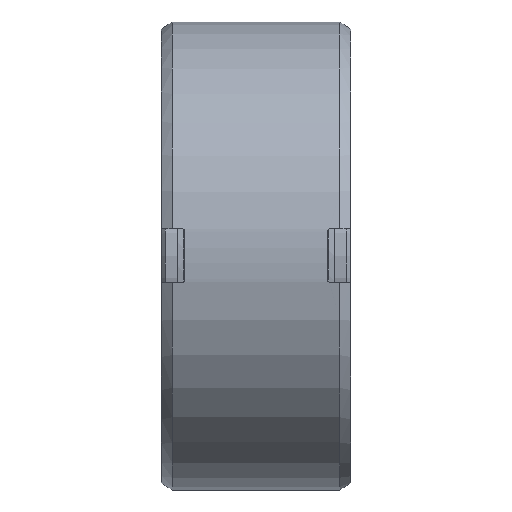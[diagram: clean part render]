
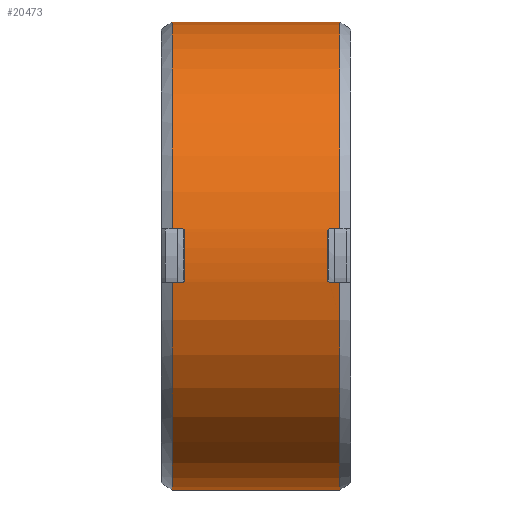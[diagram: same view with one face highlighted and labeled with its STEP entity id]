
A CAD part, top view. The second image highlights one B-rep face of the part: STEP entity #20473.
In plain terms, the highlighted cylindrical face has radius 26 mm (diameter 52 mm), a partial arc.
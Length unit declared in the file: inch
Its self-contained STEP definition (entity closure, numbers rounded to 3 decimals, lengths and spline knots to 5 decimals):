
#19013=CARTESIAN_POINT('',(0.31102,0.,0.));
#19014=DIRECTION('',(1.,0.,0.));
#19015=DIRECTION('',(0.,0.1,0.995));
#19016=AXIS2_PLACEMENT_3D('',#19013,#19014,#19015);
#19043=CARTESIAN_POINT('',(0.31102,0.10236,
1.01849));
#19044=CARTESIAN_POINT('',(0.31102,0.10454,
1.01827));
#19045=CARTESIAN_POINT('',(0.31186,0.10853,
1.01786));
#19046=CARTESIAN_POINT('',(0.31535,0.11381,
1.01728));
#19047=CARTESIAN_POINT('',(0.32064,0.11729,
1.01688));
#19048=CARTESIAN_POINT('',(0.32461,0.11811,
1.01679));
#19049=CARTESIAN_POINT('',(0.32677,0.11811,
1.01679));
#19051=CARTESIAN_POINT('',(0.32677,-0.11811,
1.01679));
#19052=CARTESIAN_POINT('',(0.32461,-0.11811,
1.01679));
#19053=CARTESIAN_POINT('',(0.32063,-0.11728,
1.01688));
#19054=CARTESIAN_POINT('',(0.31535,-0.11381,
1.01728));
#19055=CARTESIAN_POINT('',(0.31186,-0.10853,
1.01786));
#19056=CARTESIAN_POINT('',(0.31102,-0.10454,
1.01827));
#19057=CARTESIAN_POINT('',(0.31102,-0.10236,
1.01849));
#19059=DIRECTION('',(-1.,0.,0.));
#19060=VECTOR('',#19059,0.03937);
#19061=CARTESIAN_POINT('',(0.36614,-0.11811,
1.01679));
#19062=LINE('',#19061,#19060);
#19063=DIRECTION('',(-1.,0.,0.));
#19064=VECTOR('',#19063,0.03937);
#19065=CARTESIAN_POINT('',(-0.32677,-0.11811,
1.01679));
#19066=LINE('',#19065,#19064);
#19067=DIRECTION('',(1.,0.,0.));
#19068=VECTOR('',#19067,0.03937);
#19069=CARTESIAN_POINT('',(-0.36614,0.11811,
1.01679));
#19070=LINE('',#19069,#19068);
#19071=DIRECTION('',(1.,0.,0.));
#19072=VECTOR('',#19071,0.03937);
#19073=CARTESIAN_POINT('',(0.32677,0.11811,
1.01679));
#19074=LINE('',#19073,#19072);
#19094=CARTESIAN_POINT('',(0.36614,0.,0.));
#19095=DIRECTION('',(1.,0.,0.));
#19096=DIRECTION('',(0.,-0.115,0.993));
#19097=AXIS2_PLACEMENT_3D('',#19094,#19095,#19096);
#19209=DIRECTION('',(-1.,0.,0.));
#19210=VECTOR('',#19209,0.73228);
#19211=CARTESIAN_POINT('',(0.36614,-1.02362,0.));
#19212=LINE('',#19211,#19210);
#19237=DIRECTION('',(1.,0.,0.));
#19238=VECTOR('',#19237,0.73228);
#19239=CARTESIAN_POINT('',(-0.36614,1.02362,
0.));
#19240=LINE('',#19239,#19238);
#19286=CARTESIAN_POINT('',(-0.32677,-0.11811,
1.01679));
#19287=CARTESIAN_POINT('',(-0.32471,-0.11811,
1.01679));
#19288=CARTESIAN_POINT('',(-0.3206,-0.11729,
1.01688));
#19289=CARTESIAN_POINT('',(-0.31536,-0.1138,
1.01728));
#19290=CARTESIAN_POINT('',(-0.31185,-0.10857,
1.01785));
#19291=CARTESIAN_POINT('',(-0.31102,-0.10444,
1.01828));
#19292=CARTESIAN_POINT('',(-0.31102,-0.10236,
1.01849));
#19309=CARTESIAN_POINT('',(-0.31102,0.,0.));
#19310=DIRECTION('',(-1.,0.,0.));
#19311=DIRECTION('',(0.,-0.1,0.995));
#19312=AXIS2_PLACEMENT_3D('',#19309,#19310,#19311);
#19332=CARTESIAN_POINT('',(-0.31102,0.10236,
1.01849));
#19333=CARTESIAN_POINT('',(-0.31102,0.10444,
1.01828));
#19334=CARTESIAN_POINT('',(-0.31186,0.10858,
1.01785));
#19335=CARTESIAN_POINT('',(-0.31537,0.1138,
1.01728));
#19336=CARTESIAN_POINT('',(-0.3206,0.11729,
1.01688));
#19337=CARTESIAN_POINT('',(-0.32471,0.11811,
1.01679));
#19338=CARTESIAN_POINT('',(-0.32677,0.11811,
1.01679));
#19405=CARTESIAN_POINT('',(-0.36614,0.,0.));
#19406=DIRECTION('',(-1.,0.,0.));
#19407=DIRECTION('',(0.,0.115,0.993));
#19408=AXIS2_PLACEMENT_3D('',#19405,#19406,#19407);
#19421=CARTESIAN_POINT('',(-0.36614,0.,0.));
#19422=DIRECTION('',(-1.,0.,0.));
#19423=DIRECTION('',(0.,-1.,0.));
#19424=AXIS2_PLACEMENT_3D('',#19421,#19422,#19423);
#19613=CARTESIAN_POINT('',(0.36614,0.,0.));
#19614=DIRECTION('',(1.,0.,0.));
#19615=DIRECTION('',(0.,1.,0.));
#19616=AXIS2_PLACEMENT_3D('',#19613,#19614,#19615);
#19788=CARTESIAN_POINT('',(-0.32677,-0.11811,
1.01679));
#19789=VERTEX_POINT('',#19788);
#19792=CARTESIAN_POINT('',(-0.36614,-0.11811,
1.01679));
#19793=VERTEX_POINT('',#19792);
#19797=VERTEX_POINT('',#19292);
#19804=CARTESIAN_POINT('',(-0.36614,0.11811,
1.01679));
#19805=CARTESIAN_POINT('',(-0.32677,0.11811,
1.01679));
#19806=VERTEX_POINT('',#19804);
#19807=VERTEX_POINT('',#19805);
#19810=CARTESIAN_POINT('',(-0.31102,0.10236,
1.01849));
#19811=VERTEX_POINT('',#19810);
#19812=CARTESIAN_POINT('',(-0.36614,-1.02362,0.));
#19813=VERTEX_POINT('',#19812);
#19821=CARTESIAN_POINT('',(0.36614,-1.02362,0.));
#19822=VERTEX_POINT('',#19821);
#19823=VERTEX_POINT('',#19043);
#19824=VERTEX_POINT('',#19049);
#19828=CARTESIAN_POINT('',(-0.36614,1.02362,
0.));
#19829=VERTEX_POINT('',#19828);
#19830=CARTESIAN_POINT('',(0.36614,-0.11811,
1.01679));
#19831=VERTEX_POINT('',#19830);
#19832=CARTESIAN_POINT('',(0.36614,0.11811,
1.01679));
#19833=VERTEX_POINT('',#19832);
#19834=CARTESIAN_POINT('',(0.31102,-0.10236,
1.01849));
#19835=VERTEX_POINT('',#19834);
#19844=CARTESIAN_POINT('',(0.36614,1.02362,
0.));
#19845=VERTEX_POINT('',#19844);
#19846=CARTESIAN_POINT('',(0.32677,-0.11811,
1.01679));
#19847=VERTEX_POINT('',#19846);
#20439=CARTESIAN_POINT('',(-0.41339,0.,0.));
#20440=DIRECTION('',(1.,0.,0.));
#20441=DIRECTION('',(0.,-1.,0.));
#20442=AXIS2_PLACEMENT_3D('',#20439,#20440,#20441);
#20443=CYLINDRICAL_SURFACE('',#20442,1.02362);
#20444=ORIENTED_EDGE('',*,*,#20346,.F.);
#20445=ORIENTED_EDGE('',*,*,#20396,.T.);
#20446=ORIENTED_EDGE('',*,*,#20411,.F.);
#20447=ORIENTED_EDGE('',*,*,#20422,.F.);
#20449=ORIENTED_EDGE('',*,*,#20448,.T.);
#20451=ORIENTED_EDGE('',*,*,#20450,.T.);
#20453=ORIENTED_EDGE('',*,*,#20452,.T.);
#20455=ORIENTED_EDGE('',*,*,#20454,.F.);
#20457=ORIENTED_EDGE('',*,*,#20456,.T.);
#20459=ORIENTED_EDGE('',*,*,#20458,.T.);
#20461=ORIENTED_EDGE('',*,*,#20460,.T.);
#20463=ORIENTED_EDGE('',*,*,#20462,.F.);
#20465=ORIENTED_EDGE('',*,*,#20464,.T.);
#20467=ORIENTED_EDGE('',*,*,#20466,.T.);
#20469=ORIENTED_EDGE('',*,*,#20468,.T.);
#20470=ORIENTED_EDGE('',*,*,#20323,.F.);
#20471=EDGE_LOOP('',(#20444,#20445,#20446,#20447,#20449,#20451,#20453,#20455,
#20457,#20459,#20461,#20463,#20465,#20467,#20469,#20470));
#20472=FACE_OUTER_BOUND('',#20471,.F.);
#19017=CIRCLE('',#19016,1.02362);
#19050=B_SPLINE_CURVE_WITH_KNOTS('',3,(#19043,#19044,#19045,#19046,#19047,
#19048,#19049),.UNSPECIFIED.,.F.,.F.,(4,1,1,1,4),(0.,0.25,0.5,0.75,
1.),.UNSPECIFIED.);
#19058=B_SPLINE_CURVE_WITH_KNOTS('',3,(#19051,#19052,#19053,#19054,#19055,
#19056,#19057),.UNSPECIFIED.,.F.,.F.,(4,1,1,1,4),(0.,0.25,0.5,0.75,
1.),.UNSPECIFIED.);
#19098=CIRCLE('',#19097,1.02362);
#19293=B_SPLINE_CURVE_WITH_KNOTS('',3,(#19286,#19287,#19288,#19289,#19290,
#19291,#19292),.UNSPECIFIED.,.F.,.F.,(4,1,1,1,4),(0.,0.25,0.5,0.75,
1.),.UNSPECIFIED.);
#19313=CIRCLE('',#19312,1.02362);
#19339=B_SPLINE_CURVE_WITH_KNOTS('',3,(#19332,#19333,#19334,#19335,#19336,
#19337,#19338),.UNSPECIFIED.,.F.,.F.,(4,1,1,1,4),(0.,0.25,0.5,0.75,
1.),.UNSPECIFIED.);
#19409=CIRCLE('',#19408,1.02362);
#19425=CIRCLE('',#19424,1.02362);
#19617=CIRCLE('',#19616,1.02362);
#20323=EDGE_CURVE('',#19824,#19833,#19074,.T.);
#20346=EDGE_CURVE('',#19823,#19824,#19050,.T.);
#20396=EDGE_CURVE('',#19823,#19835,#19017,.T.);
#20411=EDGE_CURVE('',#19847,#19835,#19058,.T.);
#20422=EDGE_CURVE('',#19831,#19847,#19062,.T.);
#20448=EDGE_CURVE('',#19831,#19822,#19098,.T.);
#20450=EDGE_CURVE('',#19822,#19813,#19212,.T.);
#20452=EDGE_CURVE('',#19813,#19793,#19425,.T.);
#20454=EDGE_CURVE('',#19789,#19793,#19066,.T.);
#20456=EDGE_CURVE('',#19789,#19797,#19293,.T.);
#20458=EDGE_CURVE('',#19797,#19811,#19313,.T.);
#20460=EDGE_CURVE('',#19811,#19807,#19339,.T.);
#20462=EDGE_CURVE('',#19806,#19807,#19070,.T.);
#20464=EDGE_CURVE('',#19806,#19829,#19409,.T.);
#20466=EDGE_CURVE('',#19829,#19845,#19240,.T.);
#20468=EDGE_CURVE('',#19845,#19833,#19617,.T.);
#20473=ADVANCED_FACE('',(#20472),#20443,.T.);
